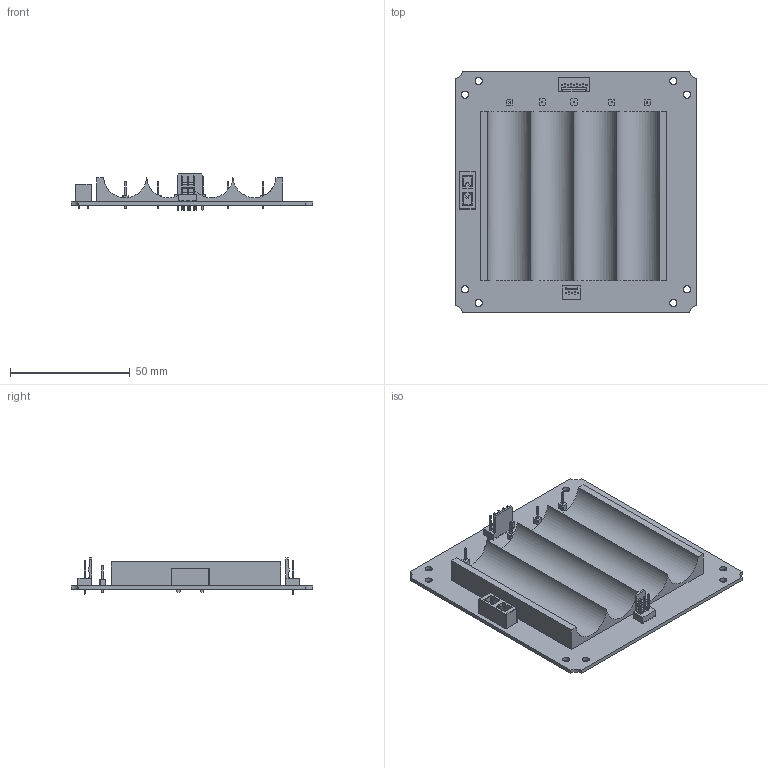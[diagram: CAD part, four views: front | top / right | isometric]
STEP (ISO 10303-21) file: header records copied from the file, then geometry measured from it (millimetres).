
FILE_DESCRIPTION(('KiCad electronic assembly'),'2;1');
FILE_NAME('batteryboard.step','2022-08-28T19:26:16',('Pcbnew'),('Kicad') ,'Open CASCADE STEP processor 7.6','KiCad to STEP converter','Unknown' );
FILE_SCHEMA(('AUTOMOTIVE_DESIGN { 1 0 10303 214 1 1 1 1 }'));
Length unit declared in the file: millimetre
Products named in the file (13): batteryboard 1; PinHeader_1x01_P2.54mm_Vertical; SOLID; Fuseholder_Blade_Mini_Keystone_3568; Molex_KK-254_AE-6410-03A_1x03_P2.54mm_Vertical; Molex_KK-254_AE-6410-05A_1x05_P2.54mm_Vertical; holderBaterias; batteryboard PCB; batteryboard 2
Assembly tree (15 placements, depth 3):
  batteryboard 1
    PinHeader_1x01_P2.54mm_Vertical  x5
      SOLID
    Fuseholder_Blade_Mini_Keystone_3568
      SOLID
    Molex_KK-254_AE-6410-03A_1x03_P2.54mm_Vertical
      SOLID
    Molex_KK-254_AE-6410-05A_1x05_P2.54mm_Vertical
      SOLID
    holderBaterias
      SOLID
    batteryboard PCB
  batteryboard 2
Bounding box: 101 x 101 x 15.26 mm (x, y, z)
Volume: 39807 mm3; surface area: 38888 mm2
Topology: 10 solids, 10 shells, 559 faces, 1441 edges, 928 vertices
Faces by surface type: bspline 520, cylinder 33, plane 6
Full cylindrical faces by diameter (mm): 1 x9, 1.19 x8, 1.78 x4, 3 x8
Entity records: 29329 total; most frequent: CARTESIAN_POINT 10140, B_SPLINE_CURVE_WITH_KNOTS 2998, ORIENTED_EDGE 2366, PCURVE 2362, DEFINITIONAL_REPRESENTATION 2362, EDGE_CURVE 1181, SURFACE_CURVE 1152, VERTEX_POINT 768
